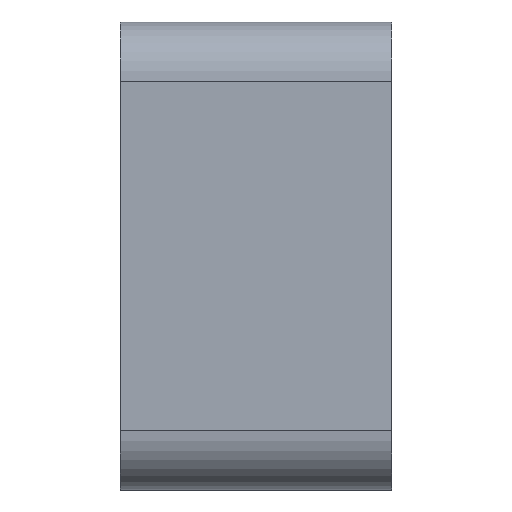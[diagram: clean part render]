
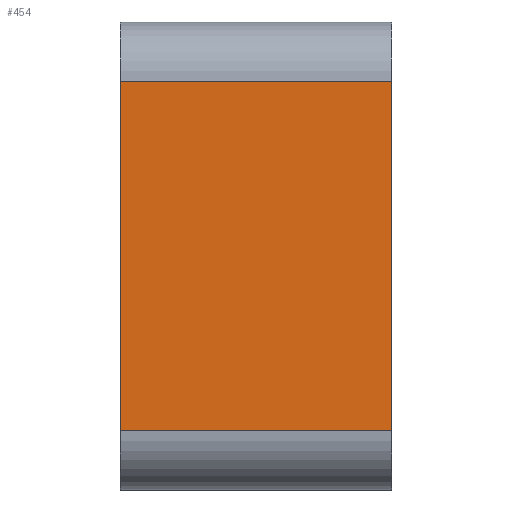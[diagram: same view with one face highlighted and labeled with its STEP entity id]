
A CAD part, left-side view. The second image highlights one B-rep face of the part: STEP entity #454.
In plain terms, the highlighted planar face has unit normal (-1, 0, 0).
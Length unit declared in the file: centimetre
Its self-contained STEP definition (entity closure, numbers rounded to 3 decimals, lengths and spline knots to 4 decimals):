
#109=PLANE('',#490);
#128=VECTOR('',#546,1.);
#136=VECTOR('',#573,1.);
#137=VECTOR('',#577,1.);
#138=VECTOR('',#578,1.);
#160=LINE('',#653,#128);
#168=LINE('',#682,#136);
#169=LINE('',#686,#137);
#170=LINE('',#688,#138);
#195=VERTEX_POINT('',#652);
#196=VERTEX_POINT('',#654);
#207=VERTEX_POINT('',#683);
#208=VERTEX_POINT('',#687);
#257=EDGE_CURVE('',#195,#196,#160,.T.);
#271=EDGE_CURVE('',#207,#195,#168,.T.);
#273=EDGE_CURVE('',#196,#208,#169,.T.);
#274=EDGE_CURVE('',#208,#207,#170,.T.);
#348=ORIENTED_EDGE('',*,*,#273,.F.);
#349=ORIENTED_EDGE('',*,*,#257,.F.);
#350=ORIENTED_EDGE('',*,*,#271,.F.);
#351=ORIENTED_EDGE('',*,*,#274,.F.);
#406=EDGE_LOOP('',(#348,#349,#350,#351));
#432=FACE_BOUND('',#406,.T.);
#454=ADVANCED_FACE('',(#432),#109,.F.);
#490=AXIS2_PLACEMENT_3D('',#685,#576,$);
#546=DIRECTION('',(0.,0.,1.));
#573=DIRECTION('',(0.,1.,0.));
#576=DIRECTION('',(1.,0.,0.));
#577=DIRECTION('',(0.,-1.,0.));
#578=DIRECTION('',(0.,0.,-1.));
#652=CARTESIAN_POINT('',(-3.516,2.3225,-6.445));
#653=CARTESIAN_POINT('',(-3.516,2.3225,0.0028));
#654=CARTESIAN_POINT('',(-3.516,2.3225,-0.476));
#682=CARTESIAN_POINT('',(-3.516,2.3225,-6.445));
#683=CARTESIAN_POINT('',(-3.516,-2.3225,-6.445));
#685=CARTESIAN_POINT('',(-3.516,0.,-3.2211));
#686=CARTESIAN_POINT('',(-3.516,0.,-0.476));
#687=CARTESIAN_POINT('',(-3.516,-2.3225,-0.476));
#688=CARTESIAN_POINT('',(-3.516,-2.3225,-6.445));
